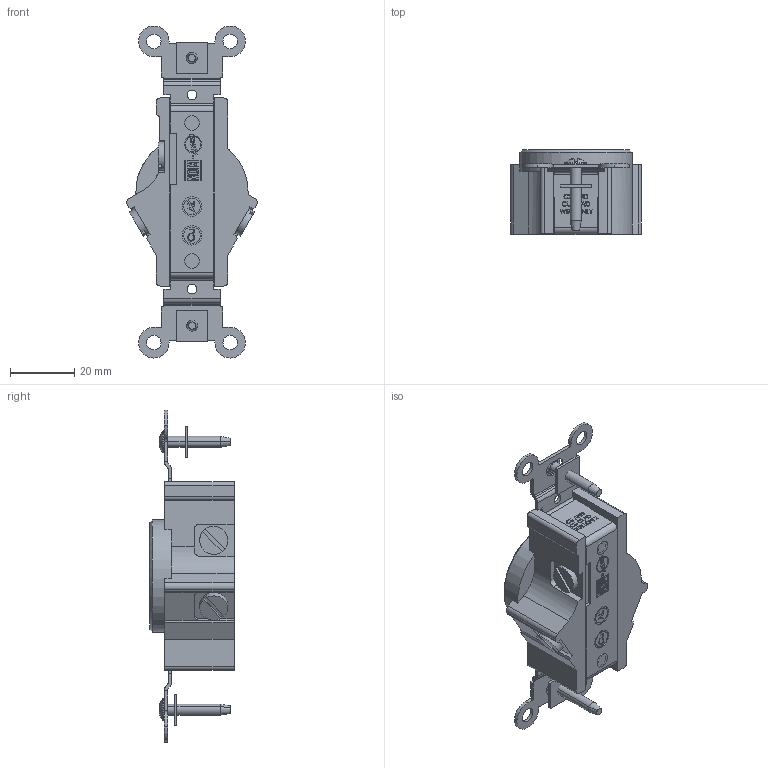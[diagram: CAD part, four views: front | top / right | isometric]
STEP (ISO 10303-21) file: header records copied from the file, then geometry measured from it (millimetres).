
FILE_DESCRIPTION (( 'STEP AP214' ), '1' );
FILE_NAME ('CATSTD-05032-00X-M01.STEP', '2020-02-18T21:34:32', ( '' ), ( '' ), 'SwSTEP 2.0', 'SolidWorks 2017', '' );
FILE_SCHEMA (( 'AUTOMOTIVE_DESIGN' ));
Length unit declared in the file: inch
Products named in the file (2): CATSTD-05032-00X-M01
Bounding box: 40.59 x 26.67 x 103.17 mm (x, y, z)
Volume: 36727.5 mm3; surface area: 14191.5 mm2
Topology: 6 solids, 6 shells, 944 faces, 2521 edges, 1659 vertices
Faces by surface type: plane 681, bspline 121, cylinder 101, cone 41
Full cylindrical faces by diameter (mm): 2.857 x2, 2.946 x2, 3.175 x2, 4.521 x6, 5.08 x1, 5.537 x2, 6.096 x2, 8.712 x3, 34.925 x1
Entity records: 48483 total; most frequent: CARTESIAN_POINT 13558, ORIENTED_EDGE 4978, DIRECTION 4015, EDGE_CURVE 2489, VECTOR 1807, LINE 1807, VERTEX_POINT 1653, AXIS2_PLACEMENT_3D 1104
